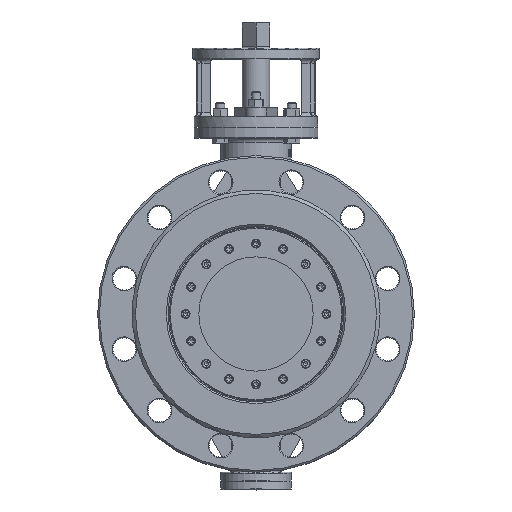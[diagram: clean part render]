
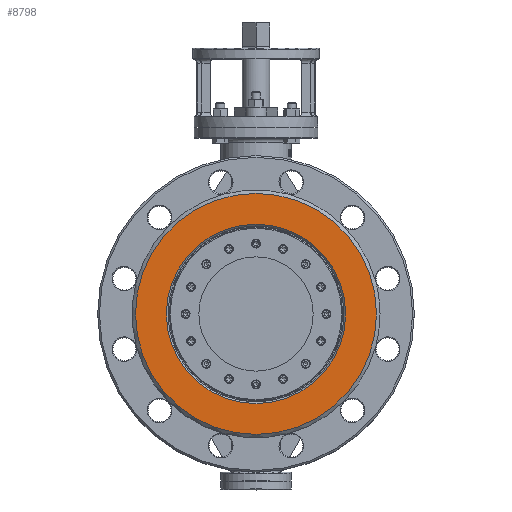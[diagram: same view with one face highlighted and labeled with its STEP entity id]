
A CAD part, top view. The second image highlights one B-rep face of the part: STEP entity #8798.
In plain terms, the highlighted planar face has unit normal (0, 0, 1).
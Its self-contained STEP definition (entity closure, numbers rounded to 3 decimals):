
#329=FACE_BOUND('',#1957,.T.);
#757=CIRCLE('',#9651,137.);
#800=CIRCLE('',#9699,102.);
#1045=PLANE('',#9701);
#1403=FACE_OUTER_BOUND('',#1956,.T.);
#1956=EDGE_LOOP('',(#6946));
#1957=EDGE_LOOP('',(#6947));
#3944=VERTEX_POINT('',#17149);
#3976=VERTEX_POINT('',#17300);
#4984=EDGE_CURVE('',#3944,#3944,#757,.T.);
#5031=EDGE_CURVE('',#3976,#3976,#800,.T.);
#6946=ORIENTED_EDGE('',*,*,#4984,.T.);
#6947=ORIENTED_EDGE('',*,*,#5031,.F.);
#8798=ADVANCED_FACE('',(#1403,#329),#1045,.T.);
#9651=AXIS2_PLACEMENT_3D('',#17151,#11481,#11482);
#9699=AXIS2_PLACEMENT_3D('',#17301,#11579,#11580);
#9701=AXIS2_PLACEMENT_3D('',#17305,#11584,#11585);
#11481=DIRECTION('center_axis',(0.,0.,1.));
#11482=DIRECTION('ref_axis',(1.,0.,0.));
#11579=DIRECTION('center_axis',(0.,0.,1.));
#11580=DIRECTION('ref_axis',(-1.,0.,0.));
#11584=DIRECTION('center_axis',(0.,0.,1.));
#11585=DIRECTION('ref_axis',(1.,0.,0.));
#17149=CARTESIAN_POINT('',(137.,0.,17.));
#17151=CARTESIAN_POINT('Origin',(0.,0.,17.));
#17300=CARTESIAN_POINT('',(102.,0.,17.));
#17301=CARTESIAN_POINT('Origin',(0.,0.,17.));
#17305=CARTESIAN_POINT('Origin',(0.,0.,17.));
